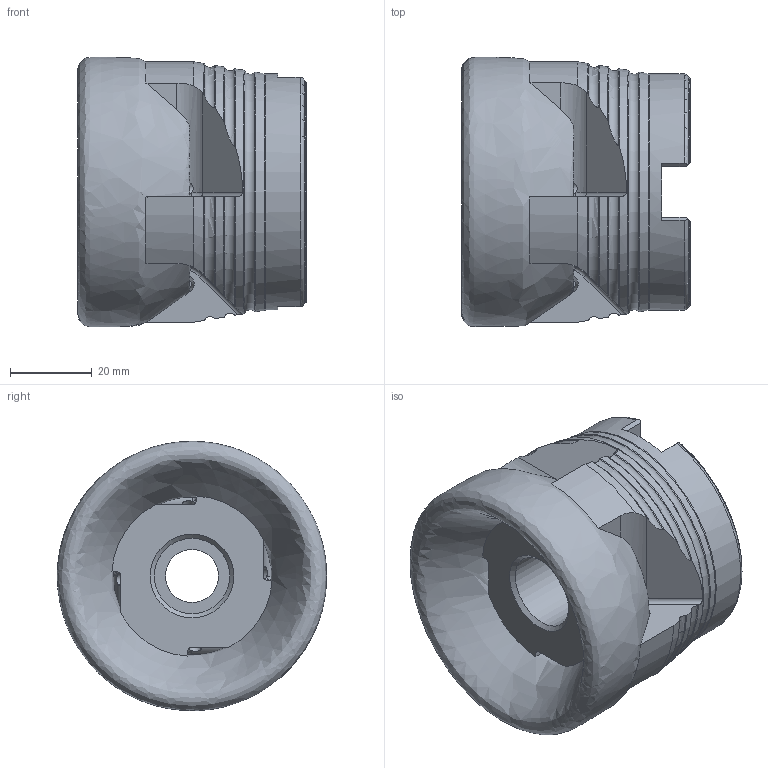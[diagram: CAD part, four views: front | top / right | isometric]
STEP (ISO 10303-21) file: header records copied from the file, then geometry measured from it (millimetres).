
FILE_DESCRIPTION (( 'STEP AP214' ), '1' );
FILE_NAME ('90PP-066-429-4.STEP', '2013-06-12T09:00:51', ( '' ), ( '' ), 'SwSTEP 2.0', 'SolidWorks 2013', '' );
FILE_SCHEMA (( 'AUTOMOTIVE_DESIGN' ));
Length unit declared in the file: millimetre
Products named in the file (1): 90PP-066-429-4
Bounding box: 56 x 66.01 x 66.03 mm (x, y, z)
Volume: 111131.2 mm3; surface area: 23554.1 mm2
Topology: 1 solids, 1 shells, 156 faces, 458 edges, 293 vertices
Faces by surface type: plane 59, torus 40, cylinder 30, cone 22, bspline 5
Full cylindrical faces by diameter (mm): 3 x4, 13 x1, 18.5 x1, 26.85 x1, 27.15 x1, 27.3 x1, 58 x1
Entity records: 6830 total; most frequent: CARTESIAN_POINT 3058, ORIENTED_EDGE 856, DIRECTION 680, EDGE_CURVE 428, VERTEX_POINT 284, AXIS2_PLACEMENT_3D 280, EDGE_LOOP 182, FACE_OUTER_BOUND 169
